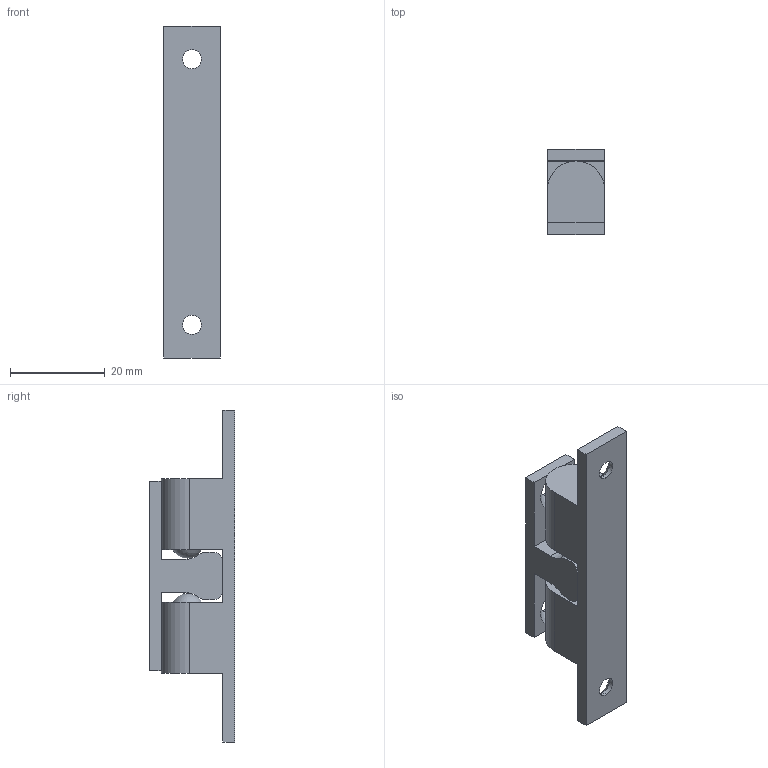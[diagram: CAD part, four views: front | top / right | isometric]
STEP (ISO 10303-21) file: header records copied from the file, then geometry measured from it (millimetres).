
FILE_DESCRIPTION (( 'STEP AP214' ), '1' );
FILE_NAME ('B872 Çàùåëêà øàðèêîâàÿ 70õ12ìì.STEP', '2025-07-23T07:07:40', ( '' ), ( '' ), 'SwSTEP 2.0', 'SolidWorks 2025', '' );
FILE_SCHEMA (( 'AUTOMOTIVE_DESIGN' ));
Length unit declared in the file: millimetre
Products named in the file (3): 2 часть_00; Часть_1_00; B872 Защелка шариковая 70х12мм
Assembly tree (2 placements, depth 2):
  B872 Защелка шариковая 70х12мм
    Часть_1_00
    2 часть_00
Bounding box: 12 x 18 x 70 mm (x, y, z)
Volume: 8617.6 mm3; surface area: 5054.5 mm2
Topology: 2 solids, 2 shells, 50 faces, 133 edges, 87 vertices
Faces by surface type: plane 24, cylinder 16, cone 8, sphere 2
Entity records: 1650 total; most frequent: DIRECTION 282, CARTESIAN_POINT 267, ORIENTED_EDGE 256, EDGE_CURVE 128, AXIS2_PLACEMENT_3D 99, LINE 84, VERTEX_POINT 84, VECTOR 84
